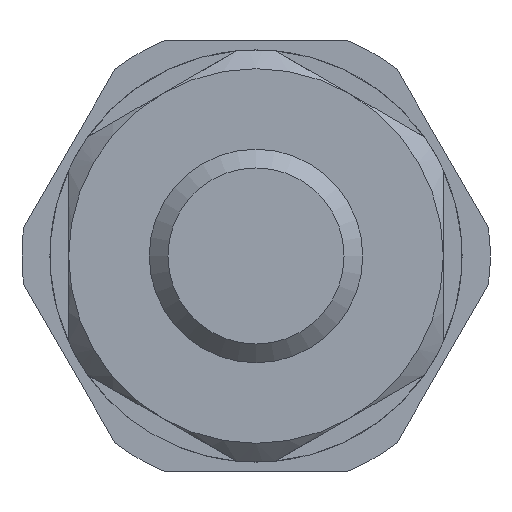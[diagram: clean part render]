
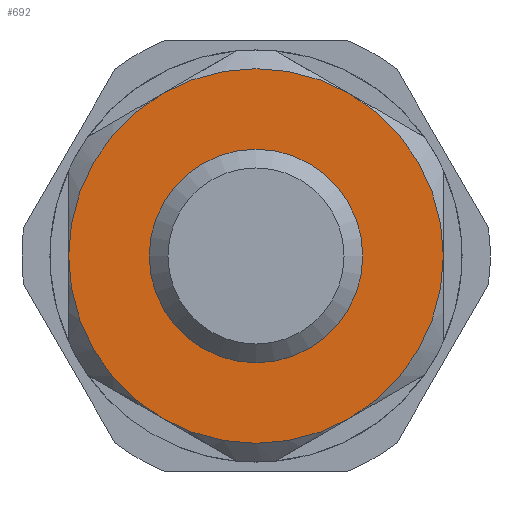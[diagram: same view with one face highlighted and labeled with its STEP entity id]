
A CAD part, front view. The second image highlights one B-rep face of the part: STEP entity #692.
In plain terms, the highlighted planar face has unit normal (0, -1, 0).
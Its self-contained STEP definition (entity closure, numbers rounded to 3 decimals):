
#44=FACE_BOUND('',#112,.T.);
#70=FACE_OUTER_BOUND('',#111,.T.);
#111=EDGE_LOOP('',(#549,#550,#551,#552,#553,#554));
#112=EDGE_LOOP('',(#555));
#141=CIRCLE('',#753,2.85);
#146=CIRCLE('',#762,5.);
#148=CIRCLE('',#765,5.);
#150=CIRCLE('',#768,5.);
#152=CIRCLE('',#771,5.);
#153=CIRCLE('',#773,5.);
#155=CIRCLE('',#776,5.);
#282=VERTEX_POINT('',#1081);
#286=VERTEX_POINT('',#1094);
#288=VERTEX_POINT('',#1100);
#290=VERTEX_POINT('',#1107);
#293=VERTEX_POINT('',#1119);
#296=VERTEX_POINT('',#1131);
#299=VERTEX_POINT('',#1146);
#351=EDGE_CURVE('',#282,#282,#141,.T.);
#359=EDGE_CURVE('',#286,#288,#146,.T.);
#363=EDGE_CURVE('',#290,#286,#148,.T.);
#367=EDGE_CURVE('',#293,#290,#150,.T.);
#371=EDGE_CURVE('',#296,#293,#152,.T.);
#373=EDGE_CURVE('',#299,#296,#153,.T.);
#377=EDGE_CURVE('',#288,#299,#155,.T.);
#549=ORIENTED_EDGE('',*,*,#377,.T.);
#550=ORIENTED_EDGE('',*,*,#373,.T.);
#551=ORIENTED_EDGE('',*,*,#371,.T.);
#552=ORIENTED_EDGE('',*,*,#367,.T.);
#553=ORIENTED_EDGE('',*,*,#363,.T.);
#554=ORIENTED_EDGE('',*,*,#359,.T.);
#555=ORIENTED_EDGE('',*,*,#351,.T.);
#615=PLANE('',#792);
#692=ADVANCED_FACE('',(#70,#44),#615,.T.);
#753=AXIS2_PLACEMENT_3D('',#1082,#876,#877);
#762=AXIS2_PLACEMENT_3D('',#1104,#895,#896);
#765=AXIS2_PLACEMENT_3D('',#1116,#901,#902);
#768=AXIS2_PLACEMENT_3D('',#1128,#907,#908);
#771=AXIS2_PLACEMENT_3D('',#1140,#913,#914);
#773=AXIS2_PLACEMENT_3D('',#1147,#917,#918);
#776=AXIS2_PLACEMENT_3D('',#1158,#923,#924);
#792=AXIS2_PLACEMENT_3D('',#1210,#974,#975);
#876=DIRECTION('center_axis',(0.,1.,0.));
#877=DIRECTION('ref_axis',(-1.,0.,0.));
#895=DIRECTION('center_axis',(0.,-1.,0.));
#896=DIRECTION('ref_axis',(0.866,0.,-0.5));
#901=DIRECTION('center_axis',(0.,-1.,0.));
#902=DIRECTION('ref_axis',(0.866,0.,-0.5));
#907=DIRECTION('center_axis',(0.,-1.,0.));
#908=DIRECTION('ref_axis',(0.866,0.,-0.5));
#913=DIRECTION('center_axis',(0.,-1.,0.));
#914=DIRECTION('ref_axis',(0.866,0.,-0.5));
#917=DIRECTION('center_axis',(0.,-1.,0.));
#918=DIRECTION('ref_axis',(0.866,0.,-0.5));
#923=DIRECTION('center_axis',(0.,-1.,0.));
#924=DIRECTION('ref_axis',(0.866,0.,-0.5));
#974=DIRECTION('center_axis',(0.,-1.,0.));
#975=DIRECTION('ref_axis',(0.866,0.,-0.5));
#1081=CARTESIAN_POINT('',(-16.559,-3.559,0.));
#1082=CARTESIAN_POINT('Origin',(-13.709,-3.559,0.));
#1094=CARTESIAN_POINT('',(-18.709,-3.559,0.));
#1100=CARTESIAN_POINT('',(-16.209,-3.559,-4.33));
#1104=CARTESIAN_POINT('Origin',(-13.709,-3.559,0.));
#1107=CARTESIAN_POINT('',(-16.209,-3.559,4.33));
#1116=CARTESIAN_POINT('Origin',(-13.709,-3.559,0.));
#1119=CARTESIAN_POINT('',(-11.209,-3.559,4.33));
#1128=CARTESIAN_POINT('Origin',(-13.709,-3.559,0.));
#1131=CARTESIAN_POINT('',(-8.709,-3.559,0.));
#1140=CARTESIAN_POINT('Origin',(-13.709,-3.559,0.));
#1146=CARTESIAN_POINT('',(-11.209,-3.559,-4.33));
#1147=CARTESIAN_POINT('Origin',(-13.709,-3.559,0.));
#1158=CARTESIAN_POINT('Origin',(-13.709,-3.559,0.));
#1210=CARTESIAN_POINT('Origin',(-13.709,-3.559,0.));
